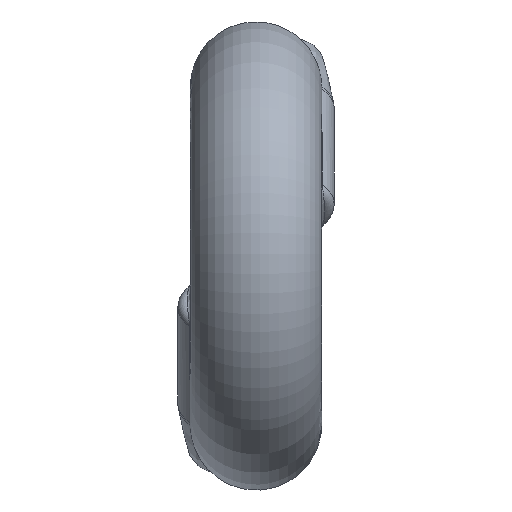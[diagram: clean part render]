
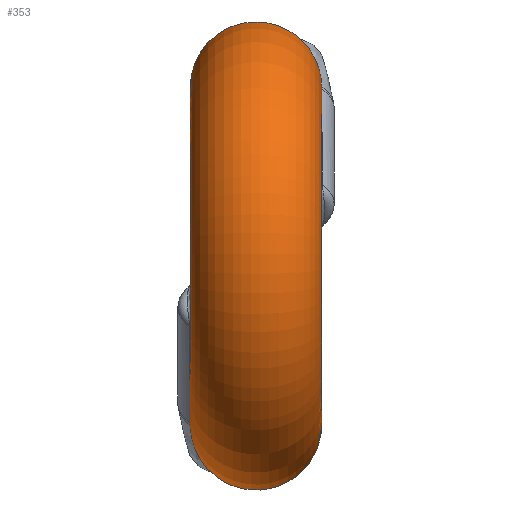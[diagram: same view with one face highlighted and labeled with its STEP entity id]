
A CAD part, left-side view. The second image highlights one B-rep face of the part: STEP entity #353.
In plain terms, the highlighted toroidal (fillet/blend) face has major radius 5.4 mm and minor radius 2.1 mm.
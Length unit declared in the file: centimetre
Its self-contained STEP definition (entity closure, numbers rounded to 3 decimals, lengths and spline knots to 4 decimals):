
#14=TOROIDAL_SURFACE('',#386,0.54,0.21);
#49=B_SPLINE_CURVE_WITH_KNOTS('',3,(#1126,#1127,#1128,#1129,#1130,#1131,
#1132,#1133,#1134,#1135,#1136,#1137,#1138,#1139,#1140,#1141),
 .UNSPECIFIED.,.F.,.F.,(4,1,1,1,1,1,1,1,1,1,1,1,1,4),(-0.8515,
-0.7907,-0.7298,-0.6082,-0.5474,
-0.4866,-0.4257,-0.3649,-0.3041,
-0.2433,-0.1825,-0.1216,-0.0608,
0.),.UNSPECIFIED.);
#53=B_SPLINE_CURVE_WITH_KNOTS('',3,(#1264,#1265,#1266,#1267,#1268,#1269,
#1270,#1271,#1272,#1273,#1274,#1275,#1276,#1277,#1278,#1279,#1280),
 .UNSPECIFIED.,.F.,.F.,(4,1,1,1,1,1,1,1,1,1,1,1,1,1,4),(-0.8515,
-0.7906,-0.7298,-0.669,-0.6082,
-0.5474,-0.4865,-0.4257,-0.3649,
-0.3041,-0.2433,-0.1825,-0.1216,
-0.0608,0.),.UNSPECIFIED.);
#69=FACE_BOUND('',#114,.T.);
#84=FACE_OUTER_BOUND('',#113,.T.);
#113=EDGE_LOOP('',(#268,#269));
#114=EDGE_LOOP('',(#270,#271));
#141=CIRCLE('',#387,0.54);
#142=CIRCLE('',#388,0.54);
#165=VERTEX_POINT('',#1123);
#166=VERTEX_POINT('',#1125);
#170=VERTEX_POINT('',#1262);
#171=VERTEX_POINT('',#1263);
#198=EDGE_CURVE('',#165,#166,#49,.T.);
#207=EDGE_CURVE('',#170,#171,#53,.T.);
#208=EDGE_CURVE('',#170,#171,#141,.T.);
#209=EDGE_CURVE('',#165,#166,#142,.T.);
#268=ORIENTED_EDGE('',*,*,#207,.F.);
#269=ORIENTED_EDGE('',*,*,#208,.T.);
#270=ORIENTED_EDGE('',*,*,#198,.F.);
#271=ORIENTED_EDGE('',*,*,#209,.T.);
#353=ADVANCED_FACE('',(#84,#69),#14,.T.);
#386=AXIS2_PLACEMENT_3D('',#1261,#449,#450);
#387=AXIS2_PLACEMENT_3D('',#1281,#451,#452);
#388=AXIS2_PLACEMENT_3D('',#1282,#453,#454);
#449=DIRECTION('center_axis',(0.,1.,0.));
#450=DIRECTION('ref_axis',(1.,0.,0.));
#451=DIRECTION('center_axis',(0.,1.,0.));
#452=DIRECTION('ref_axis',(-1.,0.,0.));
#453=DIRECTION('center_axis',(0.,-1.,0.));
#454=DIRECTION('ref_axis',(-1.,0.,0.));
#1123=CARTESIAN_POINT('',(0.4926,0.3,-0.2213));
#1125=CARTESIAN_POINT('',(0.3848,0.3,-0.3788));
#1126=CARTESIAN_POINT('Ctrl Pts',(0.4926,0.3,-0.2213));
#1127=CARTESIAN_POINT('Ctrl Pts',(0.5061,0.3,-0.2352));
#1128=CARTESIAN_POINT('Ctrl Pts',(0.537,0.2949,-0.2593));
#1129=CARTESIAN_POINT('Ctrl Pts',(0.6012,0.2646,-0.2915));
#1130=CARTESIAN_POINT('Ctrl Pts',(0.6492,0.2044,-0.3189));
#1131=CARTESIAN_POINT('Ctrl Pts',(0.6517,0.1379,-0.364));
#1132=CARTESIAN_POINT('Ctrl Pts',(0.6311,0.1003,-0.4069));
#1133=CARTESIAN_POINT('Ctrl Pts',(0.5966,0.0855,
-0.4557));
#1134=CARTESIAN_POINT('Ctrl Pts',(0.5583,0.0979,
-0.5023));
#1135=CARTESIAN_POINT('Ctrl Pts',(0.5221,0.1356,-0.5344));
#1136=CARTESIAN_POINT('Ctrl Pts',(0.4919,0.1878,-0.538));
#1137=CARTESIAN_POINT('Ctrl Pts',(0.4679,0.2361,-0.5133));
#1138=CARTESIAN_POINT('Ctrl Pts',(0.4461,0.2721,-0.4723));
#1139=CARTESIAN_POINT('Ctrl Pts',(0.4215,0.2945,-0.4239));
#1140=CARTESIAN_POINT('Ctrl Pts',(0.3985,0.3,-0.3925));
#1141=CARTESIAN_POINT('Ctrl Pts',(0.3848,0.3,-0.3788));
#1261=CARTESIAN_POINT('Origin',(0.,0.09,0.));
#1262=CARTESIAN_POINT('',(0.4926,-0.12,0.2213));
#1263=CARTESIAN_POINT('',(0.3848,-0.12,0.3788));
#1264=CARTESIAN_POINT('Ctrl Pts',(0.4926,-0.12,0.2213));
#1265=CARTESIAN_POINT('Ctrl Pts',(0.5061,-0.12,0.2352));
#1266=CARTESIAN_POINT('Ctrl Pts',(0.537,-0.1151,0.2592));
#1267=CARTESIAN_POINT('Ctrl Pts',(0.5851,-0.0919,
0.2835));
#1268=CARTESIAN_POINT('Ctrl Pts',(0.6252,-0.0549,
0.305));
#1269=CARTESIAN_POINT('Ctrl Pts',(0.6498,-0.0075,
0.3303));
#1270=CARTESIAN_POINT('Ctrl Pts',(0.6517,0.042,0.364));
#1271=CARTESIAN_POINT('Ctrl Pts',(0.6311,0.0798,0.407));
#1272=CARTESIAN_POINT('Ctrl Pts',(0.5966,0.0945,
0.4557));
#1273=CARTESIAN_POINT('Ctrl Pts',(0.5582,0.0822,0.5023));
#1274=CARTESIAN_POINT('Ctrl Pts',(0.5221,0.0444,
0.5344));
#1275=CARTESIAN_POINT('Ctrl Pts',(0.4919,-0.0079,
0.538));
#1276=CARTESIAN_POINT('Ctrl Pts',(0.4679,-0.0561,
0.5133));
#1277=CARTESIAN_POINT('Ctrl Pts',(0.4461,-0.0921,
0.4723));
#1278=CARTESIAN_POINT('Ctrl Pts',(0.4215,-0.1145,
0.4239));
#1279=CARTESIAN_POINT('Ctrl Pts',(0.3985,-0.12,
0.3925));
#1280=CARTESIAN_POINT('Ctrl Pts',(0.3848,-0.12,0.3788));
#1281=CARTESIAN_POINT('Origin',(0.,-0.12,0.));
#1282=CARTESIAN_POINT('Origin',(0.,0.3,0.));
